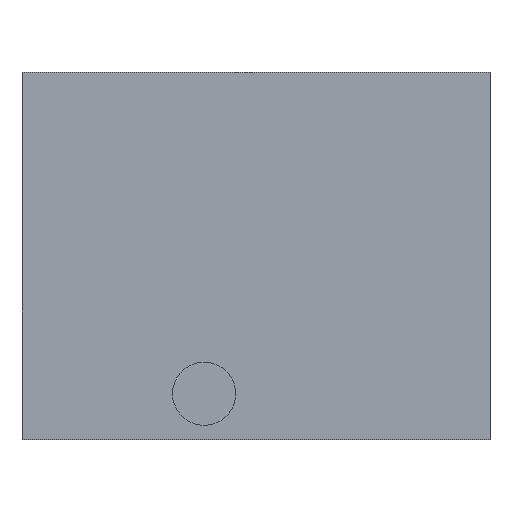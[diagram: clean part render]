
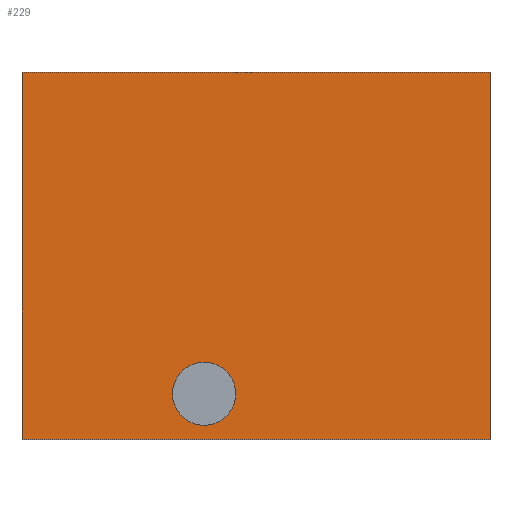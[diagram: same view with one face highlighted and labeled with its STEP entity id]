
A CAD part, top view. The second image highlights one B-rep face of the part: STEP entity #229.
In plain terms, the highlighted planar face has unit normal (0, 0, 1).
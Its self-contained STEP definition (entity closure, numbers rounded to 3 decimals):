
#103 = ORIENTED_EDGE ( 'NONE', *, *, #1663, .T. ) ;
#122 = VECTOR ( 'NONE', #560, 1000. ) ;
#126 = DIRECTION ( 'NONE',  ( 0., -1., 0. ) ) ;
#142 = CIRCLE ( 'NONE', #1257, 0.125 ) ;
#229 = ADVANCED_FACE ( 'NONE', ( #2179, #1162 ), #1414, .T. ) ;
#242 = CARTESIAN_POINT ( 'NONE',  ( -0.925, 0.725, 0.55 ) ) ;
#251 = ORIENTED_EDGE ( 'NONE', *, *, #1535, .T. ) ;
#252 = EDGE_CURVE ( 'NONE', #937, #2343, #913, .T. ) ;
#260 = VERTEX_POINT ( 'NONE', #1090 ) ;
#302 = CARTESIAN_POINT ( 'NONE',  ( 0., 0.725, 0.55 ) ) ;
#390 = DIRECTION ( 'NONE',  ( 1., 0., 0. ) ) ;
#404 = DIRECTION ( 'NONE',  ( 0., 1., 0. ) ) ;
#502 = VERTEX_POINT ( 'NONE', #979 ) ;
#504 = EDGE_LOOP ( 'NONE', ( #2301, #2141 ) ) ;
#532 = EDGE_LOOP ( 'NONE', ( #2185, #251, #103, #776 ) ) ;
#560 = DIRECTION ( 'NONE',  ( 1., 0., 0. ) ) ;
#740 = DIRECTION ( 'NONE',  ( 0., 0., -1. ) ) ;
#753 = CARTESIAN_POINT ( 'NONE',  ( 0., 0., 0.55 ) ) ;
#763 = LINE ( 'NONE', #1022, #1009 ) ;
#776 = ORIENTED_EDGE ( 'NONE', *, *, #252, .T. ) ;
#796 = DIRECTION ( 'NONE',  ( -1., 0., 0. ) ) ;
#811 = CARTESIAN_POINT ( 'NONE',  ( 0.925, 0.725, 0.55 ) ) ;
#906 = CARTESIAN_POINT ( 'NONE',  ( 0., -0.725, 0.55 ) ) ;
#913 = LINE ( 'NONE', #906, #122 ) ;
#918 = CARTESIAN_POINT ( 'NONE',  ( 0.925, 0., 0.55 ) ) ;
#937 = VERTEX_POINT ( 'NONE', #1857 ) ;
#959 = VECTOR ( 'NONE', #1365, 1000. ) ;
#979 = CARTESIAN_POINT ( 'NONE',  ( -0.33, -0.545, 0.55 ) ) ;
#982 = EDGE_CURVE ( 'NONE', #260, #502, #1308, .T. ) ;
#988 = CARTESIAN_POINT ( 'NONE',  ( -0.205, -0.545, 0.55 ) ) ;
#1009 = VECTOR ( 'NONE', #126, 1000. ) ;
#1022 = CARTESIAN_POINT ( 'NONE',  ( -0.925, 0., 0.55 ) ) ;
#1089 = CARTESIAN_POINT ( 'NONE',  ( -0.205, -0.545, 0.55 ) ) ;
#1090 = CARTESIAN_POINT ( 'NONE',  ( -0.08, -0.545, 0.55 ) ) ;
#1123 = AXIS2_PLACEMENT_3D ( 'NONE', #753, #1274, #390 ) ;
#1162 = FACE_OUTER_BOUND ( 'NONE', #532, .T. ) ;
#1230 = EDGE_CURVE ( 'NONE', #502, #260, #142, .T. ) ;
#1257 = AXIS2_PLACEMENT_3D ( 'NONE', #1089, #740, #1264 ) ;
#1264 = DIRECTION ( 'NONE',  ( -1., 0., 0. ) ) ;
#1274 = DIRECTION ( 'NONE',  ( 0., 0., 1. ) ) ;
#1308 = CIRCLE ( 'NONE', #2147, 0.125 ) ;
#1326 = VERTEX_POINT ( 'NONE', #242 ) ;
#1365 = DIRECTION ( 'NONE',  ( -1., 0., 0. ) ) ;
#1370 = DIRECTION ( 'NONE',  ( 0., 0., -1. ) ) ;
#1414 = PLANE ( 'NONE',  #1123 ) ;
#1427 = EDGE_CURVE ( 'NONE', #2343, #1656, #1661, .T. ) ;
#1449 = LINE ( 'NONE', #302, #959 ) ;
#1478 = CARTESIAN_POINT ( 'NONE',  ( 0.925, -0.725, 0.55 ) ) ;
#1535 = EDGE_CURVE ( 'NONE', #1656, #1326, #1449, .T. ) ;
#1656 = VERTEX_POINT ( 'NONE', #811 ) ;
#1661 = LINE ( 'NONE', #918, #2107 ) ;
#1663 = EDGE_CURVE ( 'NONE', #1326, #937, #763, .T. ) ;
#1857 = CARTESIAN_POINT ( 'NONE',  ( -0.925, -0.725, 0.55 ) ) ;
#2107 = VECTOR ( 'NONE', #404, 1000. ) ;
#2141 = ORIENTED_EDGE ( 'NONE', *, *, #982, .T. ) ;
#2147 = AXIS2_PLACEMENT_3D ( 'NONE', #988, #1370, #796 ) ;
#2179 = FACE_BOUND ( 'NONE', #504, .T. ) ;
#2185 = ORIENTED_EDGE ( 'NONE', *, *, #1427, .T. ) ;
#2301 = ORIENTED_EDGE ( 'NONE', *, *, #1230, .T. ) ;
#2343 = VERTEX_POINT ( 'NONE', #1478 ) ;
